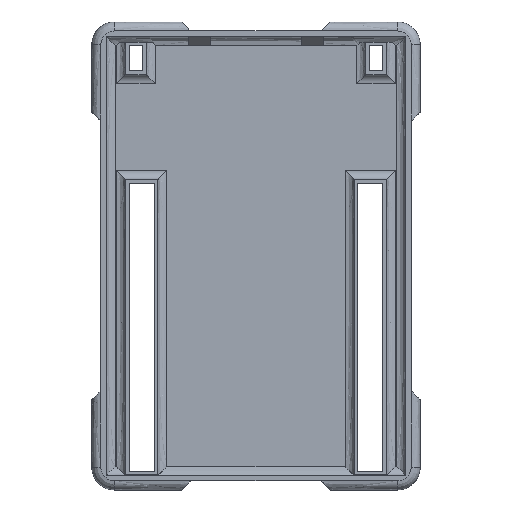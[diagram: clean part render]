
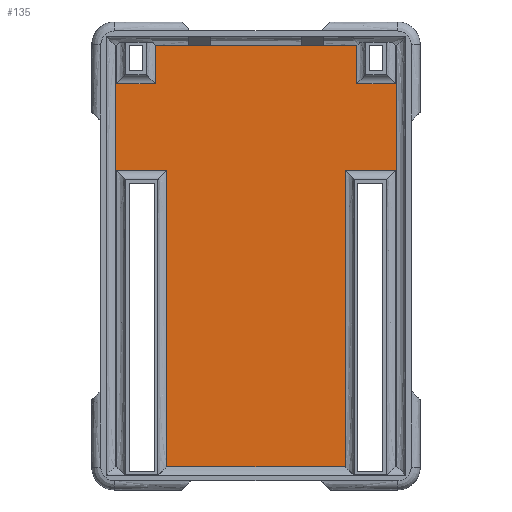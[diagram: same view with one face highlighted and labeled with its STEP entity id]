
A CAD part, top view. The second image highlights one B-rep face of the part: STEP entity #135.
In plain terms, the highlighted free-form (B-spline) face has degree [1, 1] with [2, 2] control points.
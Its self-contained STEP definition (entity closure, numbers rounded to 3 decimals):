
#24 = VERTEX_POINT('',#25);
#25 = CARTESIAN_POINT('',(-1.65,-8.381,
    -2.463));
#47 = VERTEX_POINT('',#48);
#48 = CARTESIAN_POINT('',(-1.65,-1.436,
    -2.463));
#54 = EDGE_CURVE('',#24,#47,#55,.T.);
#55 = B_SPLINE_CURVE_WITH_KNOTS('',1,(#56,#57),.UNSPECIFIED.,.F.,.F.,(2,
    2),(-9.695,-1.235),.PIECEWISE_BEZIER_KNOTS.);
#56 = CARTESIAN_POINT('',(-1.65,-8.381,
    -2.463));
#57 = CARTESIAN_POINT('',(-1.65,-1.436,
    -2.463));
#72 = VERTEX_POINT('',#73);
#73 = CARTESIAN_POINT('',(-8.742,-8.381,
    -2.463));
#85 = EDGE_CURVE('',#72,#24,#86,.T.);
#86 = B_SPLINE_CURVE_WITH_KNOTS('',1,(#87,#88),.UNSPECIFIED.,.F.,.F.,(2,
    2),(-8.645,-0.005),.PIECEWISE_BEZIER_KNOTS.);
#87 = CARTESIAN_POINT('',(-8.742,-8.381,
    -2.463));
#88 = CARTESIAN_POINT('',(-1.65,-8.381,
    -2.463));
#101 = EDGE_CURVE('',#102,#72,#104,.T.);
#102 = VERTEX_POINT('',#103);
#103 = CARTESIAN_POINT('',(-8.742,-1.436,
    -2.463));
#104 = B_SPLINE_CURVE_WITH_KNOTS('',1,(#105,#106),.UNSPECIFIED.,.F.,.F.,
  (2,2),(-2.355,6.105),.PIECEWISE_BEZIER_KNOTS.);
#105 = CARTESIAN_POINT('',(-8.742,-1.436,
    -2.463));
#106 = CARTESIAN_POINT('',(-8.742,-8.381,
    -2.463));
#135 = ADVANCED_FACE('',(#136),#258,.F.);
#136 = FACE_BOUND('',#137,.T.);
#137 = EDGE_LOOP('',(#138,#139,#140,#141,#148,#155,#162,#169,#176,#183,
    #190,#197,#204,#211,#218,#225,#232,#239,#246,#253));
#138 = ORIENTED_EDGE('',*,*,#54,.F.);
#139 = ORIENTED_EDGE('',*,*,#85,.F.);
#140 = ORIENTED_EDGE('',*,*,#101,.F.);
#141 = ORIENTED_EDGE('',*,*,#142,.F.);
#142 = EDGE_CURVE('',#143,#102,#145,.T.);
#143 = VERTEX_POINT('',#144);
#144 = CARTESIAN_POINT('',(-45.434,-1.436,
    -2.463));
#145 = B_SPLINE_CURVE_WITH_KNOTS('',1,(#146,#147),.UNSPECIFIED.,.F.,.F.,
  (2,2),(-55.475,-10.775),.PIECEWISE_BEZIER_KNOTS.);
#146 = CARTESIAN_POINT('',(-45.434,-1.436,
    -2.463));
#147 = CARTESIAN_POINT('',(-8.742,-1.436,
    -2.463));
#148 = ORIENTED_EDGE('',*,*,#149,.F.);
#149 = EDGE_CURVE('',#150,#143,#152,.T.);
#150 = VERTEX_POINT('',#151);
#151 = CARTESIAN_POINT('',(-45.434,-8.381,
    -2.463));
#152 = B_SPLINE_CURVE_WITH_KNOTS('',1,(#153,#154),.UNSPECIFIED.,.F.,.F.,
  (2,2),(-9.695,-1.235),.PIECEWISE_BEZIER_KNOTS.);
#153 = CARTESIAN_POINT('',(-45.434,-8.381,
    -2.463));
#154 = CARTESIAN_POINT('',(-45.434,-1.436,
    -2.463));
#155 = ORIENTED_EDGE('',*,*,#156,.F.);
#156 = EDGE_CURVE('',#157,#150,#159,.T.);
#157 = VERTEX_POINT('',#158);
#158 = CARTESIAN_POINT('',(-52.526,-8.381,
    -2.463));
#159 = B_SPLINE_CURVE_WITH_KNOTS('',1,(#160,#161),.UNSPECIFIED.,.F.,.F.,
  (2,2),(-35.315,-26.675),.PIECEWISE_BEZIER_KNOTS.);
#160 = CARTESIAN_POINT('',(-52.526,-8.381,
    -2.463));
#161 = CARTESIAN_POINT('',(-45.434,-8.381,
    -2.463));
#162 = ORIENTED_EDGE('',*,*,#163,.F.);
#163 = EDGE_CURVE('',#164,#157,#166,.T.);
#164 = VERTEX_POINT('',#165);
#165 = CARTESIAN_POINT('',(-52.526,-1.436,
    -2.463));
#166 = B_SPLINE_CURVE_WITH_KNOTS('',1,(#167,#168),.UNSPECIFIED.,.F.,.F.,
  (2,2),(-2.355,6.105),.PIECEWISE_BEZIER_KNOTS.);
#167 = CARTESIAN_POINT('',(-52.526,-1.436,
    -2.463));
#168 = CARTESIAN_POINT('',(-52.526,-8.381,
    -2.463));
#169 = ORIENTED_EDGE('',*,*,#170,.F.);
#170 = EDGE_CURVE('',#171,#164,#173,.T.);
#171 = VERTEX_POINT('',#172);
#172 = CARTESIAN_POINT('',(-52.74,-1.436,
    -2.463));
#173 = B_SPLINE_CURVE_WITH_KNOTS('',1,(#174,#175),.UNSPECIFIED.,.F.,.F.,
  (2,2),(-64.375,-64.115),.PIECEWISE_BEZIER_KNOTS.);
#174 = CARTESIAN_POINT('',(-52.74,-1.436,
    -2.463));
#175 = CARTESIAN_POINT('',(-52.526,-1.436,
    -2.463));
#176 = ORIENTED_EDGE('',*,*,#177,.F.);
#177 = EDGE_CURVE('',#178,#171,#180,.T.);
#178 = VERTEX_POINT('',#179);
#179 = CARTESIAN_POINT('',(-52.74,-78.186,
    -2.463));
#180 = B_SPLINE_CURVE_WITH_KNOTS('',1,(#181,#182),.UNSPECIFIED.,.F.,.F.,
  (2,2),(-95.375,-1.875),.PIECEWISE_BEZIER_KNOTS.);
#181 = CARTESIAN_POINT('',(-52.74,-78.186,
    -2.463));
#182 = CARTESIAN_POINT('',(-52.74,-1.436,
    -2.463));
#183 = ORIENTED_EDGE('',*,*,#184,.F.);
#184 = EDGE_CURVE('',#185,#178,#187,.T.);
#185 = VERTEX_POINT('',#186);
#186 = CARTESIAN_POINT('',(-52.526,-78.186,
    -2.463));
#187 = B_SPLINE_CURVE_WITH_KNOTS('',1,(#188,#189),.UNSPECIFIED.,.F.,.F.,
  (2,2),(30.865,31.125),.PIECEWISE_BEZIER_KNOTS.);
#188 = CARTESIAN_POINT('',(-52.526,-78.186,
    -2.463));
#189 = CARTESIAN_POINT('',(-52.74,-78.186,
    -2.463));
#190 = ORIENTED_EDGE('',*,*,#191,.F.);
#191 = EDGE_CURVE('',#192,#185,#194,.T.);
#192 = VERTEX_POINT('',#193);
#193 = CARTESIAN_POINT('',(-52.526,-24.215,
    -2.463));
#194 = B_SPLINE_CURVE_WITH_KNOTS('',1,(#195,#196),.UNSPECIFIED.,.F.,.F.,
  (2,2),(-19.05,46.7),.PIECEWISE_BEZIER_KNOTS.);
#195 = CARTESIAN_POINT('',(-52.526,-24.215,
    -2.463));
#196 = CARTESIAN_POINT('',(-52.526,-78.186,
    -2.463));
#197 = ORIENTED_EDGE('',*,*,#198,.F.);
#198 = EDGE_CURVE('',#199,#192,#201,.T.);
#199 = VERTEX_POINT('',#200);
#200 = CARTESIAN_POINT('',(-43.349,-24.215,
    -2.463));
#201 = B_SPLINE_CURVE_WITH_KNOTS('',1,(#202,#203),.UNSPECIFIED.,.F.,.F.,
  (2,2),(21.815,32.995),.PIECEWISE_BEZIER_KNOTS.);
#202 = CARTESIAN_POINT('',(-43.349,-24.215,
    -2.463));
#203 = CARTESIAN_POINT('',(-52.526,-24.215,
    -2.463));
#204 = ORIENTED_EDGE('',*,*,#205,.F.);
#205 = EDGE_CURVE('',#206,#199,#208,.T.);
#206 = VERTEX_POINT('',#207);
#207 = CARTESIAN_POINT('',(-43.349,-78.186,
    -2.463));
#208 = B_SPLINE_CURVE_WITH_KNOTS('',1,(#209,#210),.UNSPECIFIED.,.F.,.F.,
  (2,2),(-79.5,-13.75),.PIECEWISE_BEZIER_KNOTS.);
#209 = CARTESIAN_POINT('',(-43.349,-78.186,
    -2.463));
#210 = CARTESIAN_POINT('',(-43.349,-24.215,
    -2.463));
#211 = ORIENTED_EDGE('',*,*,#212,.F.);
#212 = EDGE_CURVE('',#213,#206,#215,.T.);
#213 = VERTEX_POINT('',#214);
#214 = CARTESIAN_POINT('',(-10.827,-78.186,
    -2.463));
#215 = B_SPLINE_CURVE_WITH_KNOTS('',1,(#216,#217),.UNSPECIFIED.,.F.,.F.,
  (2,2),(-19.935,19.685),.PIECEWISE_BEZIER_KNOTS.);
#216 = CARTESIAN_POINT('',(-10.827,-78.186,
    -2.463));
#217 = CARTESIAN_POINT('',(-43.349,-78.186,
    -2.463));
#218 = ORIENTED_EDGE('',*,*,#219,.F.);
#219 = EDGE_CURVE('',#220,#213,#222,.T.);
#220 = VERTEX_POINT('',#221);
#221 = CARTESIAN_POINT('',(-10.827,-24.215,
    -2.463));
#222 = B_SPLINE_CURVE_WITH_KNOTS('',1,(#223,#224),.UNSPECIFIED.,.F.,.F.,
  (2,2),(-19.05,46.7),.PIECEWISE_BEZIER_KNOTS.);
#223 = CARTESIAN_POINT('',(-10.827,-24.215,
    -2.463));
#224 = CARTESIAN_POINT('',(-10.827,-78.186,
    -2.463));
#225 = ORIENTED_EDGE('',*,*,#226,.F.);
#226 = EDGE_CURVE('',#227,#220,#229,.T.);
#227 = VERTEX_POINT('',#228);
#228 = CARTESIAN_POINT('',(-1.65,-24.215,
    -2.463));
#229 = B_SPLINE_CURVE_WITH_KNOTS('',1,(#230,#231),.UNSPECIFIED.,.F.,.F.,
  (2,2),(-3.585,7.595),.PIECEWISE_BEZIER_KNOTS.);
#230 = CARTESIAN_POINT('',(-1.65,-24.215,
    -2.463));
#231 = CARTESIAN_POINT('',(-10.827,-24.215,
    -2.463));
#232 = ORIENTED_EDGE('',*,*,#233,.F.);
#233 = EDGE_CURVE('',#234,#227,#236,.T.);
#234 = VERTEX_POINT('',#235);
#235 = CARTESIAN_POINT('',(-1.65,-78.186,
    -2.463));
#236 = B_SPLINE_CURVE_WITH_KNOTS('',1,(#237,#238),.UNSPECIFIED.,.F.,.F.,
  (2,2),(-79.5,-13.75),.PIECEWISE_BEZIER_KNOTS.);
#237 = CARTESIAN_POINT('',(-1.65,-78.186,
    -2.463));
#238 = CARTESIAN_POINT('',(-1.65,-24.215,
    -2.463));
#239 = ORIENTED_EDGE('',*,*,#240,.F.);
#240 = EDGE_CURVE('',#241,#234,#243,.T.);
#241 = VERTEX_POINT('',#242);
#242 = CARTESIAN_POINT('',(-1.436,-78.186,
    -2.463));
#243 = B_SPLINE_CURVE_WITH_KNOTS('',1,(#244,#245),.UNSPECIFIED.,.F.,.F.,
  (2,2),(-31.375,-31.115),.PIECEWISE_BEZIER_KNOTS.);
#244 = CARTESIAN_POINT('',(-1.436,-78.186,
    -2.463));
#245 = CARTESIAN_POINT('',(-1.65,-78.186,
    -2.463));
#246 = ORIENTED_EDGE('',*,*,#247,.F.);
#247 = EDGE_CURVE('',#248,#241,#250,.T.);
#248 = VERTEX_POINT('',#249);
#249 = CARTESIAN_POINT('',(-1.436,-1.436,
    -2.463));
#250 = B_SPLINE_CURVE_WITH_KNOTS('',1,(#251,#252),.UNSPECIFIED.,.F.,.F.,
  (2,2),(-46.875,46.625),.PIECEWISE_BEZIER_KNOTS.);
#251 = CARTESIAN_POINT('',(-1.436,-1.436,
    -2.463));
#252 = CARTESIAN_POINT('',(-1.436,-78.186,
    -2.463));
#253 = ORIENTED_EDGE('',*,*,#254,.F.);
#254 = EDGE_CURVE('',#47,#248,#255,.T.);
#255 = B_SPLINE_CURVE_WITH_KNOTS('',1,(#256,#257),.UNSPECIFIED.,.F.,.F.,
  (2,2),(-2.135,-1.875),.PIECEWISE_BEZIER_KNOTS.);
#256 = CARTESIAN_POINT('',(-1.65,-1.436,
    -2.463));
#257 = CARTESIAN_POINT('',(-1.436,-1.436,
    -2.463));
#258 = B_SPLINE_SURFACE_WITH_KNOTS('',1,1,(
    (#259,#260)
    ,(#261,#262
    )),.UNSPECIFIED.,.F.,.F.,.F.,(2,2),(2,2),(1.75,64.25),(-95.25,-1.75)
  ,.PIECEWISE_BEZIER_KNOTS.);
#259 = CARTESIAN_POINT('',(-1.436,-78.186,
    -2.463));
#260 = CARTESIAN_POINT('',(-1.436,-1.436,
    -2.463));
#261 = CARTESIAN_POINT('',(-52.74,-78.186,
    -2.463));
#262 = CARTESIAN_POINT('',(-52.74,-1.436,
    -2.463));
